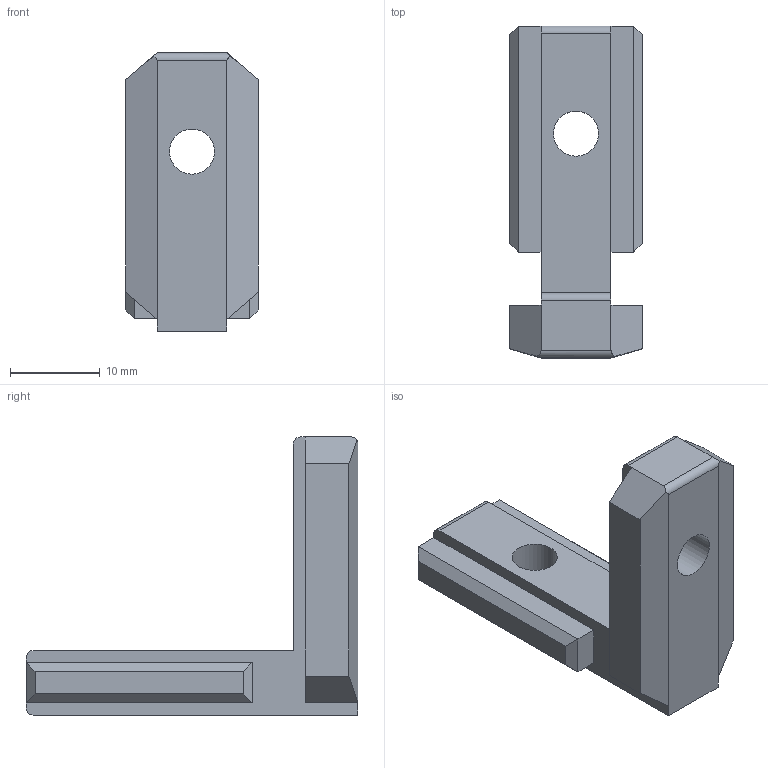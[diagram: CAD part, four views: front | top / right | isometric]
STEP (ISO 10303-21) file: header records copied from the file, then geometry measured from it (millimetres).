
FILE_DESCRIPTION(/* description */ (''),/* implementation_level */ '2;1');
FILE_NAME(/* name */ 'HW1305BC-Inside Hidden Corner Bracket - for 3030.step',/* time_stamp */ '2022-09-19T15:24:06+01:00',/* author */ (''),/* organization */ (''),/* preprocessor_version */ 'ST-DEVELOPER v19',/* originating_system */ 'Autodesk Translation Framework v11.7.0.108',/* authorisation */ '');
FILE_SCHEMA (('AUTOMOTIVE_DESIGN { 1 0 10303 214 3 1 1 }'));
Length unit declared in the file: millimetre
Products named in the file (1): HW1305BC
Bounding box: 14.8 x 37 x 31 mm (x, y, z)
Volume: 4862.1 mm3; surface area: 2777.3 mm2
Topology: 1 solids, 1 shells, 40 faces, 102 edges, 64 vertices
Faces by surface type: plane 34, cylinder 6
Full cylindrical faces by diameter (mm): 5.035 x2
Entity records: 1225 total; most frequent: CARTESIAN_POINT 207, ORIENTED_EDGE 204, DIRECTION 198, EDGE_CURVE 102, LINE 88, VECTOR 88, VERTEX_POINT 64, AXIS2_PLACEMENT_3D 55
